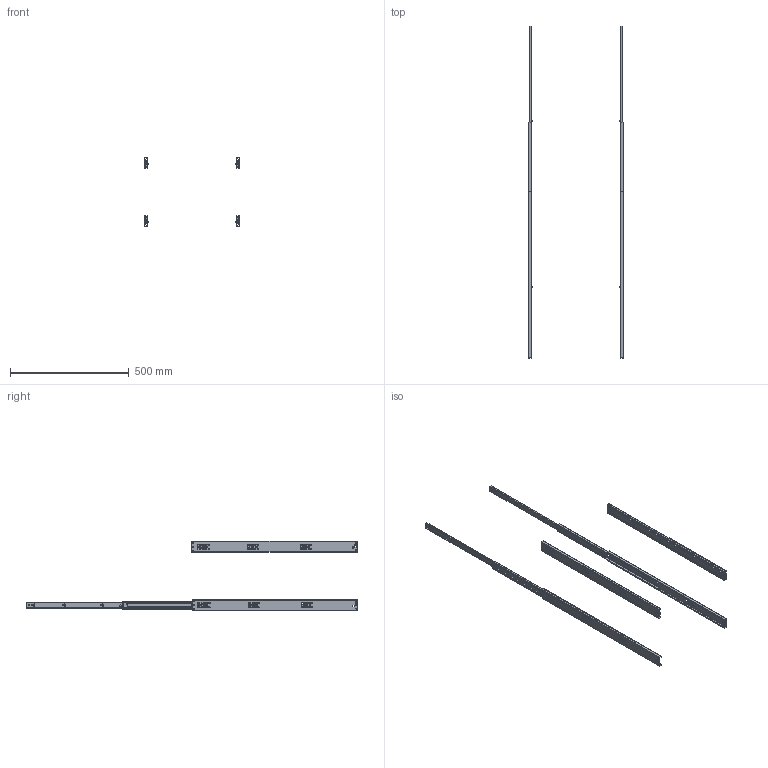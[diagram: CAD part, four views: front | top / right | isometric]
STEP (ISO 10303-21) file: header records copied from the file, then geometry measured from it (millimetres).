
FILE_DESCRIPTION( ( 'Unknown' ), '1' );
FILE_NAME( '35D65-700.stp', 'Unknown', ( 'Unknown' ), ( 'Unknown' ), 'PSStep 14.0', 'Unknown', ' ' );
FILE_SCHEMA( ( 'AUTOMOTIVE_DESIGN { 1 0 10303 214 1 1 1 1 }' ) );
Length unit declared in the file: millimetre
Products named in the file (7): Assem1; P30_4; P20_4; P10_4; P30_mir_3; P20_mir_3; P10_mir_3
Assembly tree (12 placements, depth 2):
  Assem1
    P30_4  x2
    P20_4  x2
    P10_4  x2
    P30_mir_3  x2
    P20_mir_3  x2
    P10_mir_3  x2
Bounding box: 400 x 1398 x 290.6 mm (x, y, z)
Volume: 523032.7 mm3; surface area: 854414.5 mm2
Topology: 12 solids, 12 shells, 1064 faces, 3244 edges, 2188 vertices
Faces by surface type: plane 676, cylinder 388
Full cylindrical faces by diameter (mm): 2.2 x4, 3 x4, 3.2 x4, 3.5 x8, 4.5 x4, 4.6 x32, 5 x24, 6.4 x12
Entity records: 22332 total; most frequent: CARTESIAN_POINT 3123, ORIENTED_EDGE 3060, DIRECTION 3020, EDGE_CURVE 1530, LINE 1130, VECTOR 1130, VERTEX_POINT 1048, AXIS2_PLACEMENT_3D 945
